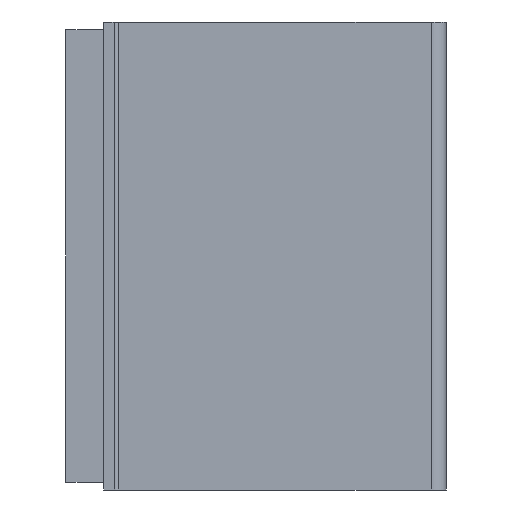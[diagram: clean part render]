
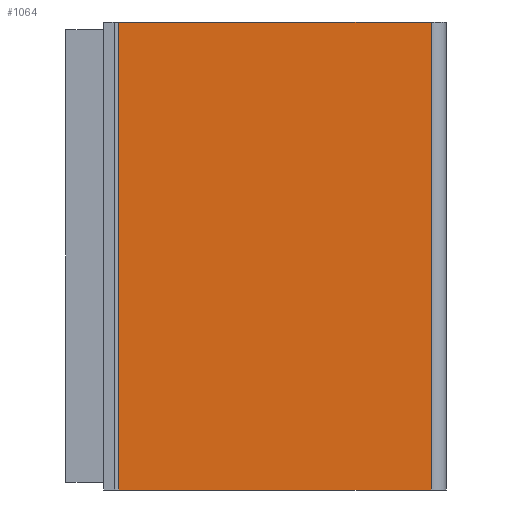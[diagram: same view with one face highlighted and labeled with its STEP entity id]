
A CAD part, left-side view. The second image highlights one B-rep face of the part: STEP entity #1064.
In plain terms, the highlighted planar face has unit normal (-1, 0, 0).
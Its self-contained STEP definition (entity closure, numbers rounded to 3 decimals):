
#5 = DIRECTION ( 'NONE',  ( 0., 0., 1. ) ) ;
#71 = CARTESIAN_POINT ( 'NONE',  ( -38.4, 0., -31. ) ) ;
#81 = CARTESIAN_POINT ( 'NONE',  ( -38.4, 0., 31. ) ) ;
#139 = FACE_OUTER_BOUND ( 'NONE', #550, .T. ) ;
#223 = VECTOR ( 'NONE', #460, 1000. ) ;
#267 = LINE ( 'NONE', #561, #223 ) ;
#282 = DIRECTION ( 'NONE',  ( -1., 0., 0. ) ) ;
#363 = DIRECTION ( 'NONE',  ( 0., 1., 0. ) ) ;
#460 = DIRECTION ( 'NONE',  ( 0., 0., 1. ) ) ;
#465 = ORIENTED_EDGE ( 'NONE', *, *, #971, .F. ) ;
#509 = EDGE_CURVE ( 'NONE', #1224, #1223, #1158, .T. ) ;
#545 = CARTESIAN_POINT ( 'NONE',  ( -38.4, 0.6, -31. ) ) ;
#550 = EDGE_LOOP ( 'NONE', ( #465, #1465, #1171, #1415 ) ) ;
#561 = CARTESIAN_POINT ( 'NONE',  ( -38.4, 42., 31. ) ) ;
#566 = EDGE_CURVE ( 'NONE', #1181, #1261, #747, .T. ) ;
#612 = DIRECTION ( 'NONE',  ( 0., 0., -1. ) ) ;
#728 = CARTESIAN_POINT ( 'NONE',  ( -38.4, 0.6, 31. ) ) ;
#747 = LINE ( 'NONE', #71, #1423 ) ;
#867 = CARTESIAN_POINT ( 'NONE',  ( -38.4, 0., 31. ) ) ;
#925 = DIRECTION ( 'NONE',  ( 0., -1., 0. ) ) ;
#971 = EDGE_CURVE ( 'NONE', #1181, #1223, #267, .T. ) ;
#1035 = AXIS2_PLACEMENT_3D ( 'NONE', #867, #282, #5 ) ;
#1055 = CARTESIAN_POINT ( 'NONE',  ( -38.4, 0.6, -31. ) ) ;
#1064 = ADVANCED_FACE ( 'NONE', ( #139 ), #1762, .T. ) ;
#1158 = LINE ( 'NONE', #81, #1462 ) ;
#1171 = ORIENTED_EDGE ( 'NONE', *, *, #1603, .F. ) ;
#1181 = VERTEX_POINT ( 'NONE', #1246 ) ;
#1223 = VERTEX_POINT ( 'NONE', #1787 ) ;
#1224 = VERTEX_POINT ( 'NONE', #728 ) ;
#1246 = CARTESIAN_POINT ( 'NONE',  ( -38.4, 42., -31. ) ) ;
#1261 = VERTEX_POINT ( 'NONE', #545 ) ;
#1415 = ORIENTED_EDGE ( 'NONE', *, *, #509, .T. ) ;
#1423 = VECTOR ( 'NONE', #925, 1000. ) ;
#1462 = VECTOR ( 'NONE', #363, 1000. ) ;
#1465 = ORIENTED_EDGE ( 'NONE', *, *, #566, .T. ) ;
#1497 = VECTOR ( 'NONE', #612, 1000. ) ;
#1545 = LINE ( 'NONE', #1055, #1497 ) ;
#1603 = EDGE_CURVE ( 'NONE', #1224, #1261, #1545, .T. ) ;
#1762 = PLANE ( 'NONE',  #1035 ) ;
#1787 = CARTESIAN_POINT ( 'NONE',  ( -38.4, 42., 31. ) ) ;
